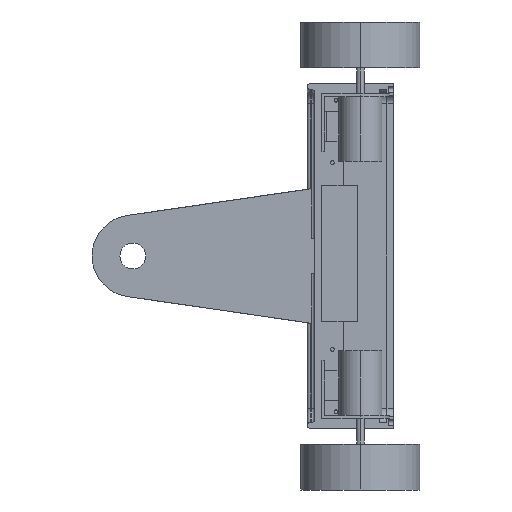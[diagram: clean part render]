
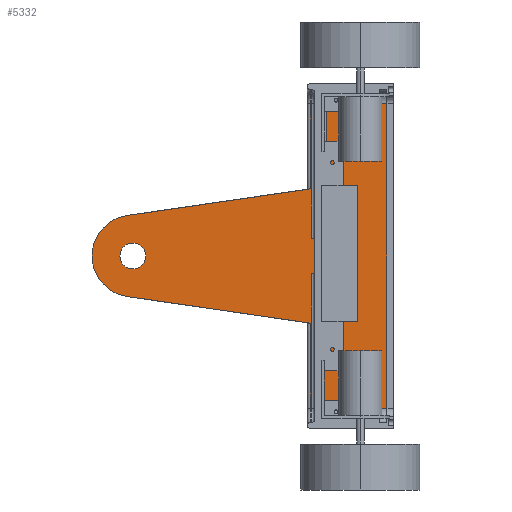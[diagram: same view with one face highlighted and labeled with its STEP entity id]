
A CAD part, left-side view. The second image highlights one B-rep face of the part: STEP entity #5332.
In plain terms, the highlighted planar face has unit normal (-1, 0, 0).
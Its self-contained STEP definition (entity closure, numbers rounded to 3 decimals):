
#49 = VECTOR ( 'NONE', #1887, 1000. ) ;
#62 = VECTOR ( 'NONE', #8595, 1000. ) ;
#82 = ORIENTED_EDGE ( 'NONE', *, *, #299, .F. ) ;
#119 = LINE ( 'NONE', #6498, #5994 ) ;
#299 = EDGE_CURVE ( 'NONE', #6861, #5290, #9303, .T. ) ;
#333 = EDGE_CURVE ( 'NONE', #2226, #5290, #7379, .T. ) ;
#647 = VERTEX_POINT ( 'NONE', #4417 ) ;
#687 = CIRCLE ( 'NONE', #4892, 28.5 ) ;
#755 = DIRECTION ( 'NONE',  ( 0., 0., 1. ) ) ;
#961 = CARTESIAN_POINT ( 'NONE',  ( 156., 6.841, 46.96 ) ) ;
#974 = DIRECTION ( 'NONE',  ( 0., 0.99, 0.144 ) ) ;
#982 = DIRECTION ( 'NONE',  ( 0., -1., 0. ) ) ;
#1229 = FACE_BOUND ( 'NONE', #5243, .T. ) ;
#1462 = DIRECTION ( 'NONE',  ( 0., 0., 1. ) ) ;
#1508 = ORIENTED_EDGE ( 'NONE', *, *, #5576, .T. ) ;
#1585 = LINE ( 'NONE', #7234, #8675 ) ;
#1617 = DIRECTION ( 'NONE',  ( 0., 0., -1. ) ) ;
#1643 = ORIENTED_EDGE ( 'NONE', *, *, #5453, .T. ) ;
#1757 = CARTESIAN_POINT ( 'NONE',  ( 156., 7., -106. ) ) ;
#1769 = VECTOR ( 'NONE', #11566, 1000. ) ;
#1887 = DIRECTION ( 'NONE',  ( 0., 1., 0. ) ) ;
#2024 = ORIENTED_EDGE ( 'NONE', *, *, #5659, .T. ) ;
#2045 = VERTEX_POINT ( 'NONE', #10556 ) ;
#2138 = CARTESIAN_POINT ( 'NONE',  ( 156., 135.608, -28.202 ) ) ;
#2226 = VERTEX_POINT ( 'NONE', #11759 ) ;
#2662 = LINE ( 'NONE', #10012, #9511 ) ;
#2902 = ORIENTED_EDGE ( 'NONE', *, *, #9419, .F. ) ;
#2946 = ORIENTED_EDGE ( 'NONE', *, *, #6003, .T. ) ;
#2952 = DIRECTION ( 'NONE',  ( 0., 0., -1. ) ) ;
#2978 = VERTEX_POINT ( 'NONE', #9854 ) ;
#3088 = DIRECTION ( 'NONE',  ( -1., 0., 0. ) ) ;
#3168 = DIRECTION ( 'NONE',  ( 0., 0., 1. ) ) ;
#3318 = VERTEX_POINT ( 'NONE', #2138 ) ;
#3338 = LINE ( 'NONE', #8522, #3705 ) ;
#3562 = CARTESIAN_POINT ( 'NONE',  ( 156., 5., -106. ) ) ;
#3602 = CARTESIAN_POINT ( 'NONE',  ( 156., 8., 116. ) ) ;
#3610 = ORIENTED_EDGE ( 'NONE', *, *, #9457, .F. ) ;
#3658 = LINE ( 'NONE', #3602, #5930 ) ;
#3662 = ORIENTED_EDGE ( 'NONE', *, *, #8127, .F. ) ;
#3705 = VECTOR ( 'NONE', #7569, 1000. ) ;
#3785 = CARTESIAN_POINT ( 'NONE',  ( 156., 6.841, -46.96 ) ) ;
#3822 = VERTEX_POINT ( 'NONE', #6228 ) ;
#3830 = CARTESIAN_POINT ( 'NONE',  ( 156., 14.5, -12.5 ) ) ;
#3855 = CARTESIAN_POINT ( 'NONE',  ( 156., 131.5, 0. ) ) ;
#3864 = EDGE_CURVE ( 'NONE', #2045, #4708, #7062, .T. ) ;
#4025 = ORIENTED_EDGE ( 'NONE', *, *, #11360, .F. ) ;
#4032 = LINE ( 'NONE', #4095, #6566 ) ;
#4095 = CARTESIAN_POINT ( 'NONE',  ( 156., 7., 106. ) ) ;
#4381 = CARTESIAN_POINT ( 'NONE',  ( 156., 0., 12.5 ) ) ;
#4417 = CARTESIAN_POINT ( 'NONE',  ( 156., 135.608, 28.202 ) ) ;
#4488 = CARTESIAN_POINT ( 'NONE',  ( 156., 14.5, 12.5 ) ) ;
#4630 = VERTEX_POINT ( 'NONE', #9068 ) ;
#4675 = DIRECTION ( 'NONE',  ( 0., -0.99, 0.144 ) ) ;
#4687 = DIRECTION ( 'NONE',  ( 0., -1., 0. ) ) ;
#4689 = EDGE_CURVE ( 'NONE', #5684, #8364, #3658, .T. ) ;
#4693 = LINE ( 'NONE', #3562, #9478 ) ;
#4708 = VERTEX_POINT ( 'NONE', #4381 ) ;
#4729 = DIRECTION ( 'NONE',  ( 0., 0., 1. ) ) ;
#4892 = AXIS2_PLACEMENT_3D ( 'NONE', #3855, #7640, #2952 ) ;
#5006 = ORIENTED_EDGE ( 'NONE', *, *, #9326, .T. ) ;
#5010 = CARTESIAN_POINT ( 'NONE',  ( 156., 10., 116. ) ) ;
#5088 = CARTESIAN_POINT ( 'NONE',  ( 156., 131.5, 0. ) ) ;
#5243 = EDGE_LOOP ( 'NONE', ( #3610, #4025 ) ) ;
#5290 = VERTEX_POINT ( 'NONE', #8676 ) ;
#5324 = DIRECTION ( 'NONE',  ( 0., -1., 0. ) ) ;
#5332 = ADVANCED_FACE ( 'NONE', ( #1229, #7889 ), #9465, .T. ) ;
#5403 = LINE ( 'NONE', #961, #10950 ) ;
#5453 = EDGE_CURVE ( 'NONE', #11881, #5857, #1585, .T. ) ;
#5458 = DIRECTION ( 'NONE',  ( 0., -1., 0. ) ) ;
#5536 = LINE ( 'NONE', #3785, #9398 ) ;
#5576 = EDGE_CURVE ( 'NONE', #2978, #5684, #10130, .T. ) ;
#5659 = EDGE_CURVE ( 'NONE', #2045, #2978, #4032, .T. ) ;
#5661 = CARTESIAN_POINT ( 'NONE',  ( 156., 10., 106. ) ) ;
#5684 = VERTEX_POINT ( 'NONE', #7643 ) ;
#5726 = ORIENTED_EDGE ( 'NONE', *, *, #3864, .F. ) ;
#5792 = VERTEX_POINT ( 'NONE', #1757 ) ;
#5857 = VERTEX_POINT ( 'NONE', #7334 ) ;
#5908 = CARTESIAN_POINT ( 'NONE',  ( 156., 0., 106. ) ) ;
#5930 = VECTOR ( 'NONE', #1617, 1000. ) ;
#5994 = VECTOR ( 'NONE', #4687, 1000. ) ;
#6003 = EDGE_CURVE ( 'NONE', #3822, #4630, #3338, .T. ) ;
#6021 = ORIENTED_EDGE ( 'NONE', *, *, #333, .T. ) ;
#6228 = CARTESIAN_POINT ( 'NONE',  ( 156., 8., -46.791 ) ) ;
#6346 = CIRCLE ( 'NONE', #11336, 9. ) ;
#6481 = EDGE_CURVE ( 'NONE', #5792, #2226, #6806, .T. ) ;
#6498 = CARTESIAN_POINT ( 'NONE',  ( 156., -50., -106. ) ) ;
#6521 = AXIS2_PLACEMENT_3D ( 'NONE', #5010, #3088, #1462 ) ;
#6566 = VECTOR ( 'NONE', #7702, 1000. ) ;
#6731 = LINE ( 'NONE', #7696, #62 ) ;
#6750 = CARTESIAN_POINT ( 'NONE',  ( 156., 7., -12.5 ) ) ;
#6806 = LINE ( 'NONE', #6750, #1769 ) ;
#6861 = VERTEX_POINT ( 'NONE', #8604 ) ;
#7018 = ORIENTED_EDGE ( 'NONE', *, *, #4689, .T. ) ;
#7024 = CARTESIAN_POINT ( 'NONE',  ( 156., 8., 46.791 ) ) ;
#7056 = EDGE_CURVE ( 'NONE', #6861, #11881, #119, .T. ) ;
#7062 = LINE ( 'NONE', #4488, #11882 ) ;
#7234 = CARTESIAN_POINT ( 'NONE',  ( 156., -45.5, -106. ) ) ;
#7334 = CARTESIAN_POINT ( 'NONE',  ( 156., -45.5, 106. ) ) ;
#7379 = LINE ( 'NONE', #3830, #8750 ) ;
#7569 = DIRECTION ( 'NONE',  ( 0., 0., -1. ) ) ;
#7640 = DIRECTION ( 'NONE',  ( 1., 0., 0. ) ) ;
#7643 = CARTESIAN_POINT ( 'NONE',  ( 156., 8., 106. ) ) ;
#7696 = CARTESIAN_POINT ( 'NONE',  ( 156., 0., -116. ) ) ;
#7702 = DIRECTION ( 'NONE',  ( 0., 0., 1. ) ) ;
#7749 = VERTEX_POINT ( 'NONE', #11269 ) ;
#7889 = FACE_OUTER_BOUND ( 'NONE', #11340, .T. ) ;
#7968 = EDGE_CURVE ( 'NONE', #4630, #5792, #4693, .T. ) ;
#8127 = EDGE_CURVE ( 'NONE', #4708, #9024, #6731, .T. ) ;
#8218 = ORIENTED_EDGE ( 'NONE', *, *, #7968, .T. ) ;
#8364 = VERTEX_POINT ( 'NONE', #7024 ) ;
#8522 = CARTESIAN_POINT ( 'NONE',  ( 156., 8., 116. ) ) ;
#8538 = AXIS2_PLACEMENT_3D ( 'NONE', #10535, #8958, #11675 ) ;
#8595 = DIRECTION ( 'NONE',  ( 0., 0., 1. ) ) ;
#8604 = CARTESIAN_POINT ( 'NONE',  ( 156., 0., -106. ) ) ;
#8675 = VECTOR ( 'NONE', #755, 1000. ) ;
#8676 = CARTESIAN_POINT ( 'NONE',  ( 156., 0., -12.5 ) ) ;
#8750 = VECTOR ( 'NONE', #5458, 1000. ) ;
#8843 = ORIENTED_EDGE ( 'NONE', *, *, #11123, .F. ) ;
#8895 = ORIENTED_EDGE ( 'NONE', *, *, #7056, .T. ) ;
#8932 = CIRCLE ( 'NONE', #8538, 9. ) ;
#8958 = DIRECTION ( 'NONE',  ( -1., 0., 0. ) ) ;
#9024 = VERTEX_POINT ( 'NONE', #5908 ) ;
#9068 = CARTESIAN_POINT ( 'NONE',  ( 156., 8., -106. ) ) ;
#9078 = ORIENTED_EDGE ( 'NONE', *, *, #6481, .T. ) ;
#9303 = LINE ( 'NONE', #10042, #11637 ) ;
#9326 = EDGE_CURVE ( 'NONE', #5857, #9024, #2662, .T. ) ;
#9398 = VECTOR ( 'NONE', #974, 1000. ) ;
#9419 = EDGE_CURVE ( 'NONE', #3318, #647, #687, .T. ) ;
#9457 = EDGE_CURVE ( 'NONE', #7749, #10780, #8932, .T. ) ;
#9465 = PLANE ( 'NONE',  #6521 ) ;
#9478 = VECTOR ( 'NONE', #982, 1000. ) ;
#9511 = VECTOR ( 'NONE', #11870, 1000. ) ;
#9854 = CARTESIAN_POINT ( 'NONE',  ( 156., 7., 106. ) ) ;
#10012 = CARTESIAN_POINT ( 'NONE',  ( 156., 0., 106. ) ) ;
#10042 = CARTESIAN_POINT ( 'NONE',  ( 156., 0., -116. ) ) ;
#10056 = CARTESIAN_POINT ( 'NONE',  ( 156., 131.5, 9. ) ) ;
#10130 = LINE ( 'NONE', #5661, #49 ) ;
#10458 = DIRECTION ( 'NONE',  ( -1., 0., 0. ) ) ;
#10535 = CARTESIAN_POINT ( 'NONE',  ( 156., 131.5, 0. ) ) ;
#10556 = CARTESIAN_POINT ( 'NONE',  ( 156., 7., 12.5 ) ) ;
#10735 = EDGE_CURVE ( 'NONE', #3822, #3318, #5536, .T. ) ;
#10780 = VERTEX_POINT ( 'NONE', #10056 ) ;
#10865 = CARTESIAN_POINT ( 'NONE',  ( 156., -45.5, -106. ) ) ;
#10950 = VECTOR ( 'NONE', #4675, 1000. ) ;
#11123 = EDGE_CURVE ( 'NONE', #647, #8364, #5403, .T. ) ;
#11269 = CARTESIAN_POINT ( 'NONE',  ( 156., 131.5, -9. ) ) ;
#11336 = AXIS2_PLACEMENT_3D ( 'NONE', #5088, #10458, #3168 ) ;
#11340 = EDGE_LOOP ( 'NONE', ( #8218, #9078, #6021, #82, #8895, #1643, #5006, #3662, #5726, #2024, #1508, #7018, #8843, #2902, #11574, #2946 ) ) ;
#11360 = EDGE_CURVE ( 'NONE', #10780, #7749, #6346, .T. ) ;
#11566 = DIRECTION ( 'NONE',  ( 0., 0., 1. ) ) ;
#11574 = ORIENTED_EDGE ( 'NONE', *, *, #10735, .F. ) ;
#11637 = VECTOR ( 'NONE', #4729, 1000. ) ;
#11675 = DIRECTION ( 'NONE',  ( 0., 0., 1. ) ) ;
#11759 = CARTESIAN_POINT ( 'NONE',  ( 156., 7., -12.5 ) ) ;
#11870 = DIRECTION ( 'NONE',  ( 0., 1., 0. ) ) ;
#11881 = VERTEX_POINT ( 'NONE', #10865 ) ;
#11882 = VECTOR ( 'NONE', #5324, 1000. ) ;
